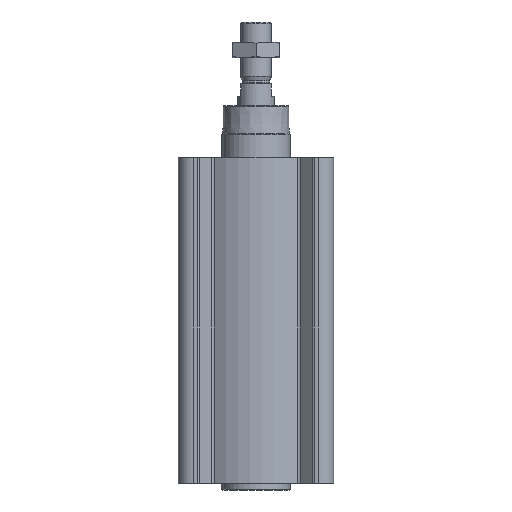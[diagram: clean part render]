
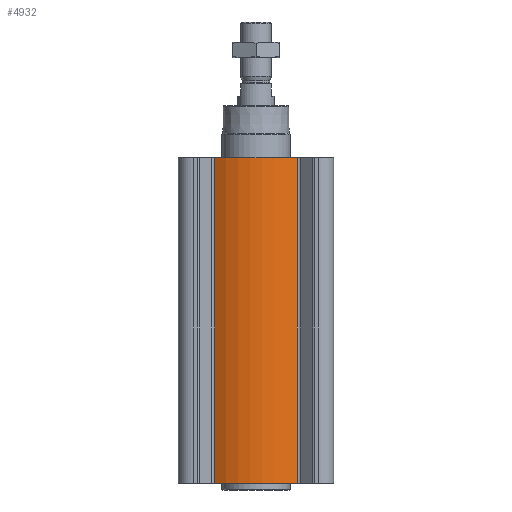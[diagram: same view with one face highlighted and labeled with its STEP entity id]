
A CAD part, front view. The second image highlights one B-rep face of the part: STEP entity #4932.
In plain terms, the highlighted cylindrical face has radius 67 mm (diameter 134 mm), a partial arc.
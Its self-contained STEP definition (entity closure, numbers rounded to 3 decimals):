
#143=LINE('',#7094,#352);
#144=LINE('',#7096,#353);
#352=VECTOR('',#5839,1000.);
#353=VECTOR('',#5842,1000.);
#662=CIRCLE('',#5194,67.);
#696=CIRCLE('',#5237,67.);
#1011=ORIENTED_EDGE('',*,*,#1778,.T.);
#1012=ORIENTED_EDGE('',*,*,#1867,.F.);
#1013=ORIENTED_EDGE('',*,*,#1836,.F.);
#1014=ORIENTED_EDGE('',*,*,#1866,.T.);
#1778=EDGE_CURVE('',#2231,#2230,#662,.T.);
#1836=EDGE_CURVE('',#2279,#2280,#696,.T.);
#1866=EDGE_CURVE('',#2279,#2231,#143,.T.);
#1867=EDGE_CURVE('',#2280,#2230,#144,.T.);
#2230=VERTEX_POINT('',#6918);
#2231=VERTEX_POINT('',#6920);
#2279=VERTEX_POINT('',#7034);
#2280=VERTEX_POINT('',#7036);
#2638=EDGE_LOOP('',(#1011,#1012,#1013,#1014));
#3011=FACE_BOUND('',#2638,.T.);
#3345=CYLINDRICAL_SURFACE('',#5261,67.);
#4932=ADVANCED_FACE('',(#3011),#3345,.T.);
#5194=AXIS2_PLACEMENT_3D('',#6919,#5661,#5662);
#5237=AXIS2_PLACEMENT_3D('',#7035,#5771,#5772);
#5261=AXIS2_PLACEMENT_3D('',#7095,#5840,#5841);
#5661=DIRECTION('',(0.,0.,1.));
#5662=DIRECTION('',(1.,0.,0.));
#5771=DIRECTION('',(0.,0.,1.));
#5772=DIRECTION('',(1.,0.,0.));
#5839=DIRECTION('',(0.,0.,-1.));
#5840=DIRECTION('',(0.,0.,-1.));
#5841=DIRECTION('',(-1.,0.,0.));
#5842=DIRECTION('',(0.,0.,-1.));
#6918=CARTESIAN_POINT('',(36.035,-56.485,-285.));
#6919=CARTESIAN_POINT('',(0.,0.,-285.));
#6920=CARTESIAN_POINT('',(-36.035,-56.485,-285.));
#7034=CARTESIAN_POINT('',(-36.035,-56.485,0.));
#7035=CARTESIAN_POINT('',(0.,0.,0.));
#7036=CARTESIAN_POINT('',(36.035,-56.485,0.));
#7094=CARTESIAN_POINT('',(-36.035,-56.485,0.));
#7095=CARTESIAN_POINT('',(0.,0.,0.));
#7096=CARTESIAN_POINT('',(36.035,-56.485,0.));
